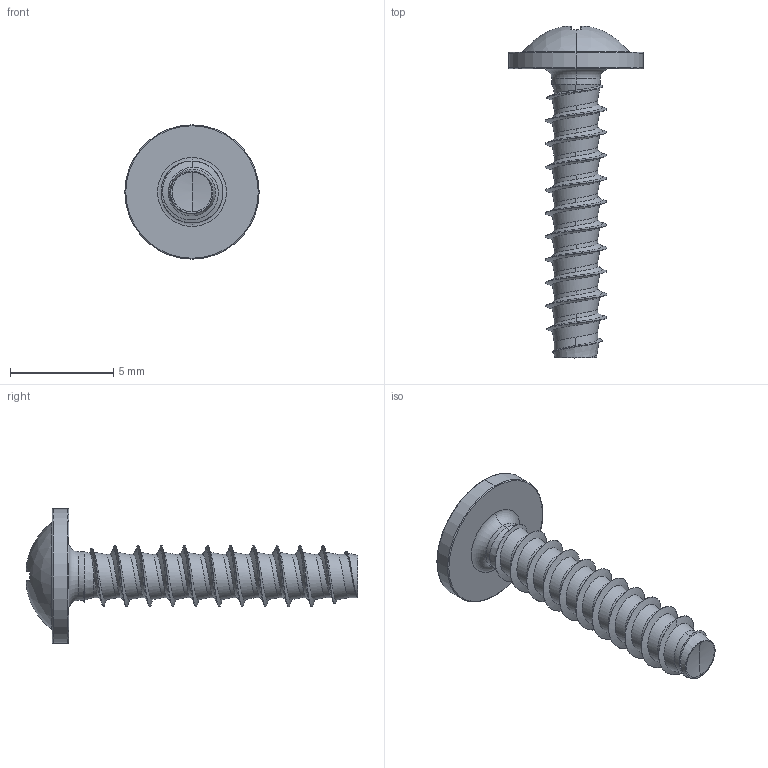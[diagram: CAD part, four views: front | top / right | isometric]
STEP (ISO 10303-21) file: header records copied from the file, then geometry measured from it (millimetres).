
FILE_DESCRIPTION (( 'STEP AP203' ), '1' );
FILE_NAME ('STP210300140.STEP', '2017-08-14T17:12:43', ( '' ), ( '' ), 'SwSTEP 2.0', 'SolidWorks 2015', '' );
FILE_SCHEMA (( 'CONFIG_CONTROL_DESIGN' ));
Length unit declared in the file: millimetre
Products named in the file (1): STP210300140
Bounding box: 6.5 x 16.06 x 6.5 mm (x, y, z)
Volume: 96.5 mm3; surface area: 242.6 mm2
Topology: 1 solids, 1 shells, 203 faces, 484 edges, 284 vertices
Faces by surface type: bspline 63, cylinder 50, plane 31, torus 30, sphere 20, cone 9
Entity records: 23033 total; most frequent: CARTESIAN_POINT 18841, ORIENTED_EDGE 964, DIRECTION 759, EDGE_CURVE 482, AXIS2_PLACEMENT_3D 336, VERTEX_POINT 284, EDGE_LOOP 206, ADVANCED_FACE 203
